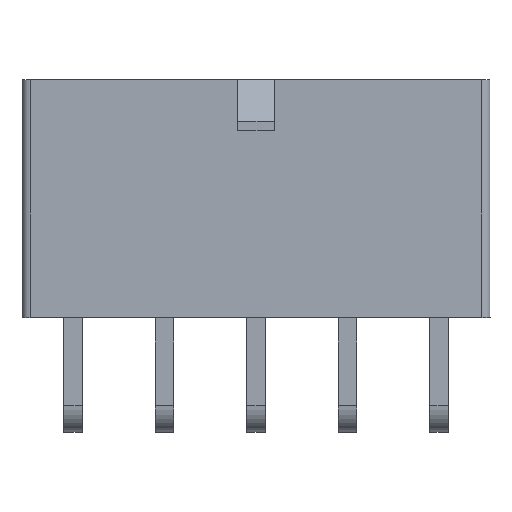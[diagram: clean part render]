
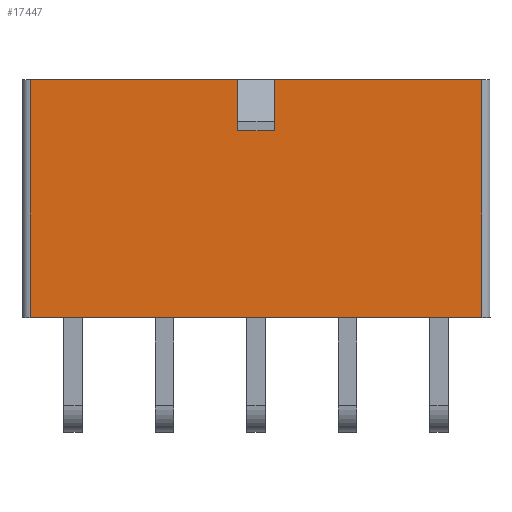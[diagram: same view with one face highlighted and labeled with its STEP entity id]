
A CAD part, top view. The second image highlights one B-rep face of the part: STEP entity #17447.
In plain terms, the highlighted planar face has unit normal (0, 0, 1).
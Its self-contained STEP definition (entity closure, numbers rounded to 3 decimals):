
#388=LINE('',#22709,#2007);
#390=LINE('',#22713,#2009);
#590=LINE('',#23179,#2209);
#826=LINE('',#23701,#2445);
#827=LINE('',#23703,#2446);
#828=LINE('',#23704,#2447);
#829=LINE('',#23706,#2448);
#830=LINE('',#23708,#2449);
#2007=VECTOR('',#19226,1000.);
#2009=VECTOR('',#19228,1000.);
#2209=VECTOR('',#19498,1000.);
#2445=VECTOR('',#19982,1000.);
#2446=VECTOR('',#19985,1000.);
#2447=VECTOR('',#19986,1000.);
#2448=VECTOR('',#19987,1000.);
#2449=VECTOR('',#19988,1000.);
#4479=ORIENTED_EDGE('',*,*,#7283,.F.);
#4480=ORIENTED_EDGE('',*,*,#7782,.T.);
#4481=ORIENTED_EDGE('',*,*,#7518,.T.);
#4482=ORIENTED_EDGE('',*,*,#7783,.F.);
#4483=ORIENTED_EDGE('',*,*,#7285,.F.);
#4484=ORIENTED_EDGE('',*,*,#7784,.T.);
#4485=ORIENTED_EDGE('',*,*,#7785,.F.);
#4486=ORIENTED_EDGE('',*,*,#7786,.F.);
#7283=EDGE_CURVE('',#9055,#9056,#388,.T.);
#7285=EDGE_CURVE('',#9057,#9058,#390,.T.);
#7518=EDGE_CURVE('',#9289,#9288,#590,.T.);
#7782=EDGE_CURVE('',#9055,#9289,#826,.T.);
#7783=EDGE_CURVE('',#9058,#9288,#827,.T.);
#7784=EDGE_CURVE('',#9057,#9451,#828,.T.);
#7785=EDGE_CURVE('',#9452,#9451,#829,.T.);
#7786=EDGE_CURVE('',#9056,#9452,#830,.T.);
#9055=VERTEX_POINT('',#22708);
#9056=VERTEX_POINT('',#22710);
#9057=VERTEX_POINT('',#22712);
#9058=VERTEX_POINT('',#22714);
#9288=VERTEX_POINT('',#23178);
#9289=VERTEX_POINT('',#23180);
#9451=VERTEX_POINT('',#23705);
#9452=VERTEX_POINT('',#23707);
#10259=EDGE_LOOP('',(#4479,#4480,#4481,#4482,#4483,#4484,#4485,#4486));
#11025=FACE_BOUND('',#10259,.T.);
#11732=PLANE('',#18280);
#17447=ADVANCED_FACE('',(#11025),#11732,.T.);
#18280=AXIS2_PLACEMENT_3D('',#23702,#19983,#19984);
#19226=DIRECTION('',(-1.,0.,0.));
#19228=DIRECTION('',(-1.,0.,0.));
#19498=DIRECTION('',(-1.,0.,0.));
#19982=DIRECTION('',(0.,1.,0.));
#19983=DIRECTION('',(0.,0.,1.));
#19984=DIRECTION('',(0.,1.,0.));
#19985=DIRECTION('',(0.,1.,0.));
#19986=DIRECTION('',(0.,1.,0.));
#19987=DIRECTION('',(-1.,0.,0.));
#19988=DIRECTION('',(0.,1.,0.));
#22708=CARTESIAN_POINT('',(14.075,-7.4,6.24));
#22709=CARTESIAN_POINT('',(14.575,-7.4,6.24));
#22710=CARTESIAN_POINT('',(1.15,-7.4,6.24));
#22712=CARTESIAN_POINT('',(-1.15,-7.4,6.24));
#22713=CARTESIAN_POINT('',(14.575,-7.4,6.24));
#22714=CARTESIAN_POINT('',(-14.075,-7.4,6.24));
#23178=CARTESIAN_POINT('',(-14.075,7.4,6.24));
#23179=CARTESIAN_POINT('',(14.575,7.4,6.24));
#23180=CARTESIAN_POINT('',(14.075,7.4,6.24));
#23701=CARTESIAN_POINT('',(14.075,7.4,6.24));
#23702=CARTESIAN_POINT('',(14.575,-7.4,6.24));
#23703=CARTESIAN_POINT('',(-14.075,-7.4,6.24));
#23704=CARTESIAN_POINT('',(-1.15,-7.4,6.24));
#23705=CARTESIAN_POINT('',(-1.15,-4.351,6.24));
#23706=CARTESIAN_POINT('',(1.15,-4.351,6.24));
#23707=CARTESIAN_POINT('',(1.15,-4.351,6.24));
#23708=CARTESIAN_POINT('',(1.15,-7.4,6.24));
